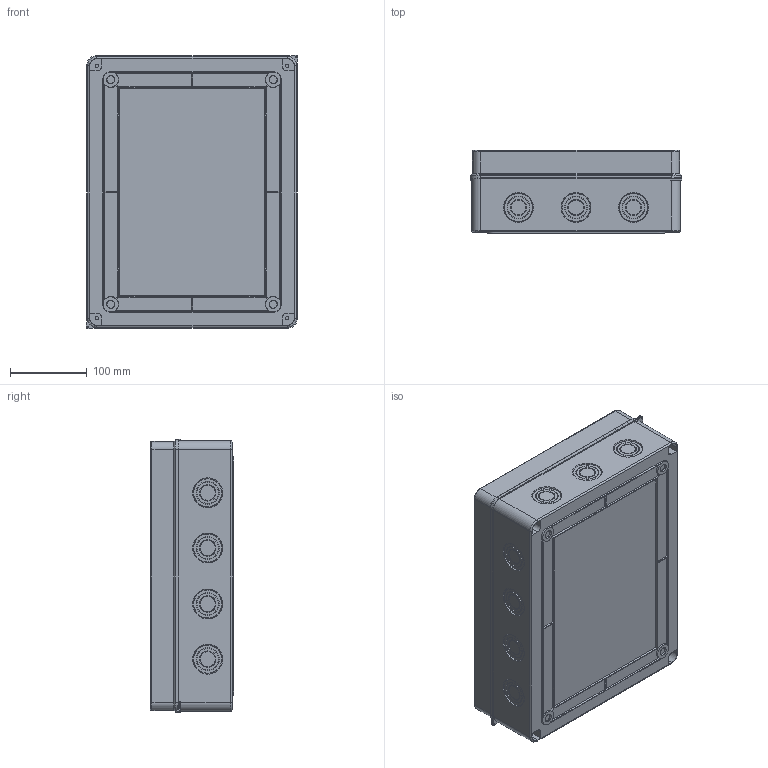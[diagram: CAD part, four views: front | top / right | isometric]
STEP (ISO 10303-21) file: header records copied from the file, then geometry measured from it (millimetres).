
FILE_DESCRIPTION (( 'STEP AP203' ), '1' );
FILE_NAME ('Ùèò ðàñïðåäåëèòåëüíûé (pb65-n-pg-24).STEP', '2021-10-07T14:51:21', ( '' ), ( '' ), 'SwSTEP 2.0', 'SolidWorks 2021', '' );
FILE_SCHEMA (( 'CONFIG_CONTROL_DESIGN' ));
Products named in the file (1): Ùèò ðàñïðåäåëèòåëüíûé (pb65-n-pg-24)
Bounding box: 276 x 108.6 x 357 mm (x, y, z)
Volume: 1279893.5 mm3; surface area: 1054198.2 mm2
Topology: 19 solids, 19 shells, 2040 faces, 5218 edges, 3400 vertices
Faces by surface type: plane 1250, cylinder 470, cone 206, torus 60, bspline 38, sphere 16
Entity records: 61943 total; most frequent: CARTESIAN_POINT 11541, DIRECTION 10452, ORIENTED_EDGE 10404, EDGE_CURVE 5202, VECTOR 3542, LINE 3542, AXIS2_PLACEMENT_3D 3455, VERTEX_POINT 3400
